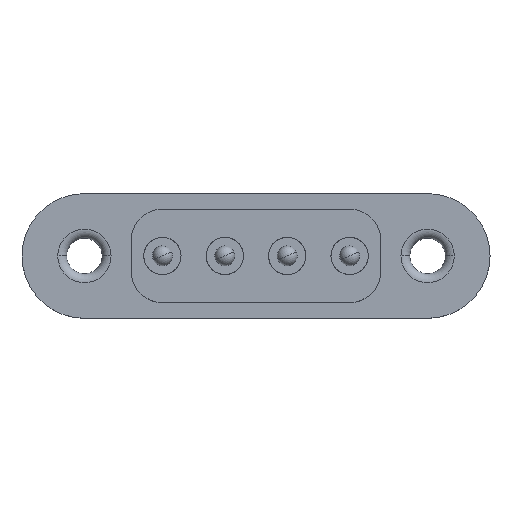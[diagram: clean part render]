
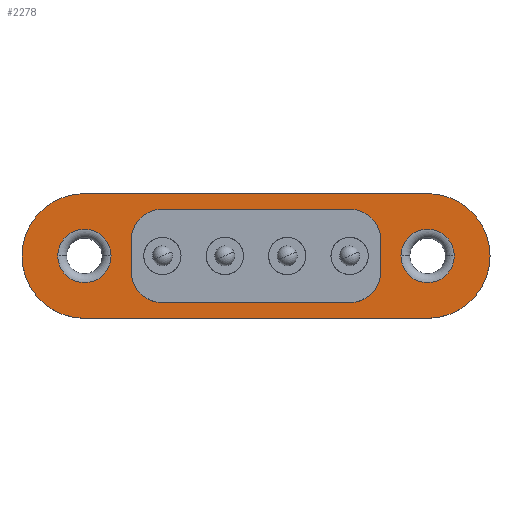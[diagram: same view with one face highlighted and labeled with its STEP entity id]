
A CAD part, top view. The second image highlights one B-rep face of the part: STEP entity #2278.
In plain terms, the highlighted planar face has unit normal (0, 0, 1).
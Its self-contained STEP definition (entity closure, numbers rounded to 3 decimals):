
#11 = EDGE_CURVE ( 'NONE', #2215, #1824, #1941, .T. ) ;
#37 = VERTEX_POINT ( 'NONE', #1766 ) ;
#43 = AXIS2_PLACEMENT_3D ( 'NONE', #597, #757, #581 ) ;
#47 = AXIS2_PLACEMENT_3D ( 'NONE', #1763, #1367, #1920 ) ;
#56 = DIRECTION ( 'NONE',  ( 1., 0., 0. ) ) ;
#63 = VERTEX_POINT ( 'NONE', #1968 ) ;
#78 = CARTESIAN_POINT ( 'NONE',  ( 0., 4., 3.76 ) ) ;
#93 = LINE ( 'NONE', #848, #1345 ) ;
#103 = CARTESIAN_POINT ( 'NONE',  ( 20.29, 0., 3.76 ) ) ;
#107 = DIRECTION ( 'NONE',  ( 0., 0., -1. ) ) ;
#113 = EDGE_CURVE ( 'NONE', #1824, #2215, #872, .T. ) ;
#117 = VERTEX_POINT ( 'NONE', #186 ) ;
#129 = CARTESIAN_POINT ( 'NONE',  ( 3., 2.995, 3.76 ) ) ;
#157 = VERTEX_POINT ( 'NONE', #766 ) ;
#185 = ORIENTED_EDGE ( 'NONE', *, *, #537, .T. ) ;
#186 = CARTESIAN_POINT ( 'NONE',  ( 22., 4., 3.76 ) ) ;
#199 = EDGE_CURVE ( 'NONE', #2038, #1435, #696, .T. ) ;
#203 = DIRECTION ( 'NONE',  ( 1., 0., 0. ) ) ;
#265 = CARTESIAN_POINT ( 'NONE',  ( 0., 0., 3.76 ) ) ;
#277 = AXIS2_PLACEMENT_3D ( 'NONE', #422, #1146, #623 ) ;
#288 = DIRECTION ( 'NONE',  ( 1., 0., 0. ) ) ;
#295 = CARTESIAN_POINT ( 'NONE',  ( 5., -2.995, 3.76 ) ) ;
#311 = CARTESIAN_POINT ( 'NONE',  ( 17., -2.995, 3.76 ) ) ;
#319 = DIRECTION ( 'NONE',  ( 1., 0., 0. ) ) ;
#361 = EDGE_CURVE ( 'NONE', #698, #1692, #93, .T. ) ;
#363 = ORIENTED_EDGE ( 'NONE', *, *, #1793, .T. ) ;
#375 = EDGE_LOOP ( 'NONE', ( #804, #185, #896, #1577, #1703 ) ) ;
#382 = ORIENTED_EDGE ( 'NONE', *, *, #1854, .T. ) ;
#389 = CARTESIAN_POINT ( 'NONE',  ( -4., 0., 3.76 ) ) ;
#421 = ORIENTED_EDGE ( 'NONE', *, *, #199, .T. ) ;
#422 = CARTESIAN_POINT ( 'NONE',  ( 0., 0., 3.76 ) ) ;
#455 = CIRCLE ( 'NONE', #792, 2. ) ;
#481 = CARTESIAN_POINT ( 'NONE',  ( 5., 0.995, 3.76 ) ) ;
#491 = CARTESIAN_POINT ( 'NONE',  ( 0., 0., 3.76 ) ) ;
#498 = LINE ( 'NONE', #129, #943 ) ;
#509 = LINE ( 'NONE', #885, #1998 ) ;
#517 = VERTEX_POINT ( 'NONE', #389 ) ;
#537 = EDGE_CURVE ( 'NONE', #517, #1752, #1996, .T. ) ;
#572 = CARTESIAN_POINT ( 'NONE',  ( 3., -0.995, 3.76 ) ) ;
#581 = DIRECTION ( 'NONE',  ( 1., 0., 0. ) ) ;
#592 = LINE ( 'NONE', #1843, #1144 ) ;
#593 = CARTESIAN_POINT ( 'NONE',  ( 19., 0.995, 3.76 ) ) ;
#597 = CARTESIAN_POINT ( 'NONE',  ( 0., 0., 3.76 ) ) ;
#623 = DIRECTION ( 'NONE',  ( 1., 0., 0. ) ) ;
#626 = EDGE_CURVE ( 'NONE', #1975, #2136, #509, .T. ) ;
#634 = DIRECTION ( 'NONE',  ( 0., 0., 1. ) ) ;
#658 = ORIENTED_EDGE ( 'NONE', *, *, #361, .F. ) ;
#679 = AXIS2_PLACEMENT_3D ( 'NONE', #491, #2121, #2268 ) ;
#696 = CIRCLE ( 'NONE', #277, 1.71 ) ;
#698 = VERTEX_POINT ( 'NONE', #1526 ) ;
#757 = DIRECTION ( 'NONE',  ( 0., 0., 1. ) ) ;
#766 = CARTESIAN_POINT ( 'NONE',  ( 17., 2.995, 3.76 ) ) ;
#787 = CARTESIAN_POINT ( 'NONE',  ( 0., -4., 3.76 ) ) ;
#792 = AXIS2_PLACEMENT_3D ( 'NONE', #2247, #1309, #1519 ) ;
#804 = ORIENTED_EDGE ( 'NONE', *, *, #1498, .T. ) ;
#808 = DIRECTION ( 'NONE',  ( 1., 0., 0. ) ) ;
#811 = DIRECTION ( 'NONE',  ( -1., 0., 0. ) ) ;
#834 = EDGE_CURVE ( 'NONE', #157, #63, #498, .T. ) ;
#848 = CARTESIAN_POINT ( 'NONE',  ( 19., 2.995, 3.76 ) ) ;
#858 = DIRECTION ( 'NONE',  ( 0., 1., 0. ) ) ;
#859 = CARTESIAN_POINT ( 'NONE',  ( 22., 0., 3.76 ) ) ;
#860 = CIRCLE ( 'NONE', #679, 1.71 ) ;
#872 = CIRCLE ( 'NONE', #1525, 1.71 ) ;
#885 = CARTESIAN_POINT ( 'NONE',  ( 3., 2.995, 3.76 ) ) ;
#891 = CIRCLE ( 'NONE', #1704, 4. ) ;
#896 = ORIENTED_EDGE ( 'NONE', *, *, #1209, .T. ) ;
#900 = VERTEX_POINT ( 'NONE', #295 ) ;
#908 = AXIS2_PLACEMENT_3D ( 'NONE', #1402, #107, #2125 ) ;
#943 = VECTOR ( 'NONE', #2318, 1000. ) ;
#974 = EDGE_CURVE ( 'NONE', #900, #2307, #592, .T. ) ;
#1025 = DIRECTION ( 'NONE',  ( 0., 0., -1. ) ) ;
#1079 = CIRCLE ( 'NONE', #1955, 2. ) ;
#1144 = VECTOR ( 'NONE', #203, 1000. ) ;
#1146 = DIRECTION ( 'NONE',  ( 0., 0., -1. ) ) ;
#1166 = EDGE_LOOP ( 'NONE', ( #1548, #382, #1177, #363, #1655, #2084, #658, #2250 ) ) ;
#1169 = CARTESIAN_POINT ( 'NONE',  ( 22., -4., 3.76 ) ) ;
#1177 = ORIENTED_EDGE ( 'NONE', *, *, #626, .F. ) ;
#1192 = PLANE ( 'NONE',  #2131 ) ;
#1193 = DIRECTION ( 'NONE',  ( 1., 0., 0. ) ) ;
#1203 = DIRECTION ( 'NONE',  ( 0., 0., -1. ) ) ;
#1209 = EDGE_CURVE ( 'NONE', #1752, #1497, #1609, .T. ) ;
#1214 = CARTESIAN_POINT ( 'NONE',  ( 0., -4., 3.76 ) ) ;
#1274 = EDGE_LOOP ( 'NONE', ( #421, #2133 ) ) ;
#1285 = CARTESIAN_POINT ( 'NONE',  ( 1.71, 0., 3.76 ) ) ;
#1286 = EDGE_LOOP ( 'NONE', ( #1451, #1560 ) ) ;
#1309 = DIRECTION ( 'NONE',  ( 0., 0., -1. ) ) ;
#1335 = VECTOR ( 'NONE', #319, 1000. ) ;
#1345 = VECTOR ( 'NONE', #858, 1000. ) ;
#1363 = CARTESIAN_POINT ( 'NONE',  ( 22., 0., 3.76 ) ) ;
#1367 = DIRECTION ( 'NONE',  ( 0., 0., -1. ) ) ;
#1374 = DIRECTION ( 'NONE',  ( 0., 0., 1. ) ) ;
#1380 = AXIS2_PLACEMENT_3D ( 'NONE', #481, #1203, #56 ) ;
#1397 = DIRECTION ( 'NONE',  ( 0., 0., 1. ) ) ;
#1402 = CARTESIAN_POINT ( 'NONE',  ( 22., 0., 3.76 ) ) ;
#1412 = DIRECTION ( 'NONE',  ( 0., 0., -1. ) ) ;
#1435 = VERTEX_POINT ( 'NONE', #2299 ) ;
#1451 = ORIENTED_EDGE ( 'NONE', *, *, #11, .T. ) ;
#1497 = VERTEX_POINT ( 'NONE', #1169 ) ;
#1498 = EDGE_CURVE ( 'NONE', #37, #517, #891, .T. ) ;
#1519 = DIRECTION ( 'NONE',  ( 1., 0., 0. ) ) ;
#1525 = AXIS2_PLACEMENT_3D ( 'NONE', #859, #1412, #2147 ) ;
#1526 = CARTESIAN_POINT ( 'NONE',  ( 19., -0.995, 3.76 ) ) ;
#1548 = ORIENTED_EDGE ( 'NONE', *, *, #974, .F. ) ;
#1552 = CARTESIAN_POINT ( 'NONE',  ( 23.71, 0., 3.76 ) ) ;
#1560 = ORIENTED_EDGE ( 'NONE', *, *, #113, .T. ) ;
#1577 = ORIENTED_EDGE ( 'NONE', *, *, #2206, .T. ) ;
#1609 = LINE ( 'NONE', #1214, #1335 ) ;
#1655 = ORIENTED_EDGE ( 'NONE', *, *, #834, .F. ) ;
#1675 = VECTOR ( 'NONE', #811, 1000. ) ;
#1692 = VERTEX_POINT ( 'NONE', #593 ) ;
#1697 = CIRCLE ( 'NONE', #1380, 2. ) ;
#1703 = ORIENTED_EDGE ( 'NONE', *, *, #2347, .T. ) ;
#1704 = AXIS2_PLACEMENT_3D ( 'NONE', #265, #634, #808 ) ;
#1726 = LINE ( 'NONE', #78, #1675 ) ;
#1735 = FACE_OUTER_BOUND ( 'NONE', #375, .T. ) ;
#1752 = VERTEX_POINT ( 'NONE', #787 ) ;
#1763 = CARTESIAN_POINT ( 'NONE',  ( 17., -0.995, 3.76 ) ) ;
#1766 = CARTESIAN_POINT ( 'NONE',  ( 0., 4., 3.76 ) ) ;
#1772 = DIRECTION ( 'NONE',  ( 1., 0., 0. ) ) ;
#1793 = EDGE_CURVE ( 'NONE', #1975, #63, #1697, .T. ) ;
#1799 = CARTESIAN_POINT ( 'NONE',  ( 3., 0.995, 3.76 ) ) ;
#1824 = VERTEX_POINT ( 'NONE', #103 ) ;
#1843 = CARTESIAN_POINT ( 'NONE',  ( 3., -2.995, 3.76 ) ) ;
#1854 = EDGE_CURVE ( 'NONE', #900, #2136, #1079, .T. ) ;
#1858 = EDGE_CURVE ( 'NONE', #698, #2307, #2229, .T. ) ;
#1917 = FACE_BOUND ( 'NONE', #1286, .T. ) ;
#1920 = DIRECTION ( 'NONE',  ( 1., 0., 0. ) ) ;
#1928 = FACE_BOUND ( 'NONE', #1274, .T. ) ;
#1941 = CIRCLE ( 'NONE', #908, 1.71 ) ;
#1955 = AXIS2_PLACEMENT_3D ( 'NONE', #2135, #1025, #1193 ) ;
#1968 = CARTESIAN_POINT ( 'NONE',  ( 5., 2.995, 3.76 ) ) ;
#1975 = VERTEX_POINT ( 'NONE', #1799 ) ;
#1996 = CIRCLE ( 'NONE', #43, 4. ) ;
#1998 = VECTOR ( 'NONE', #2198, 1000. ) ;
#2038 = VERTEX_POINT ( 'NONE', #1285 ) ;
#2084 = ORIENTED_EDGE ( 'NONE', *, *, #2108, .T. ) ;
#2108 = EDGE_CURVE ( 'NONE', #157, #1692, #455, .T. ) ;
#2111 = FACE_BOUND ( 'NONE', #1166, .T. ) ;
#2121 = DIRECTION ( 'NONE',  ( 0., 0., -1. ) ) ;
#2125 = DIRECTION ( 'NONE',  ( 1., 0., 0. ) ) ;
#2131 = AXIS2_PLACEMENT_3D ( 'NONE', #2277, #1374, #288 ) ;
#2133 = ORIENTED_EDGE ( 'NONE', *, *, #2292, .T. ) ;
#2135 = CARTESIAN_POINT ( 'NONE',  ( 5., -0.995, 3.76 ) ) ;
#2136 = VERTEX_POINT ( 'NONE', #572 ) ;
#2147 = DIRECTION ( 'NONE',  ( 1., 0., 0. ) ) ;
#2198 = DIRECTION ( 'NONE',  ( 0., -1., 0. ) ) ;
#2206 = EDGE_CURVE ( 'NONE', #1497, #117, #2319, .T. ) ;
#2211 = AXIS2_PLACEMENT_3D ( 'NONE', #1363, #1397, #1772 ) ;
#2215 = VERTEX_POINT ( 'NONE', #1552 ) ;
#2229 = CIRCLE ( 'NONE', #47, 2. ) ;
#2247 = CARTESIAN_POINT ( 'NONE',  ( 17., 0.995, 3.76 ) ) ;
#2250 = ORIENTED_EDGE ( 'NONE', *, *, #1858, .T. ) ;
#2268 = DIRECTION ( 'NONE',  ( 1., 0., 0. ) ) ;
#2277 = CARTESIAN_POINT ( 'NONE',  ( 0., 0., 3.76 ) ) ;
#2278 = ADVANCED_FACE ( 'NONE', ( #1928, #1917, #1735, #2111 ), #1192, .T. ) ;
#2292 = EDGE_CURVE ( 'NONE', #1435, #2038, #860, .T. ) ;
#2299 = CARTESIAN_POINT ( 'NONE',  ( -1.71, 0., 3.76 ) ) ;
#2307 = VERTEX_POINT ( 'NONE', #311 ) ;
#2318 = DIRECTION ( 'NONE',  ( -1., 0., 0. ) ) ;
#2319 = CIRCLE ( 'NONE', #2211, 4. ) ;
#2347 = EDGE_CURVE ( 'NONE', #117, #37, #1726, .T. ) ;
